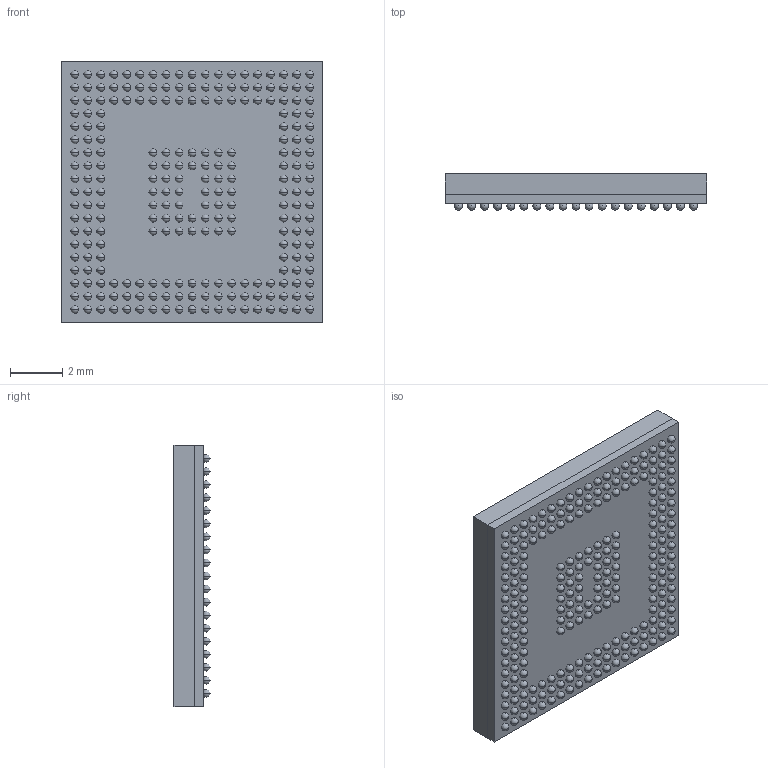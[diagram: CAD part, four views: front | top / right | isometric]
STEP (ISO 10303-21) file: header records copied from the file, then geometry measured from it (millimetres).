
FILE_DESCRIPTION (( 'STEP AP214' ), '1' );
FILE_NAME ( 'BGA238CP50_19X19_1000X1000X138B30.step', '2020-03-13T15:57:50', ( '' ), ( '' ), 'Part was generated with the free Library Expert Lite available at www.PCBLibraries.com. Removing line will violate the End User License Agreement.', '©2017 PCB Libraries, Inc.', '' );
FILE_SCHEMA (( 'AUTOMOTIVE_DESIGN' ));
Length unit declared in the file: millimetre
Products named in the file (1): BGA238CP50_19X19_1000X1000X138B30
Bounding box: 10 x 1.38 x 10 mm (x, y, z)
Volume: 117.3 mm3; surface area: 513 mm2
Topology: 240 solids, 240 shells, 491 faces, 1696 edges, 1210 vertices
Faces by surface type: sphere 476, plane 13, torus 2
Entity records: 13334 total; most frequent: DIRECTION 1972, CARTESIAN_POINT 1494, ORIENTED_EDGE 1012, AXIS2_PLACEMENT_3D 974, STYLED_ITEM 732, PRESENTATION_LAYER_ASSIGNMENT 732, MECHANICAL_DESIGN_GEOMETRIC_PRESENTATION_REPRESENTATION 732, EDGE_CURVE 506
